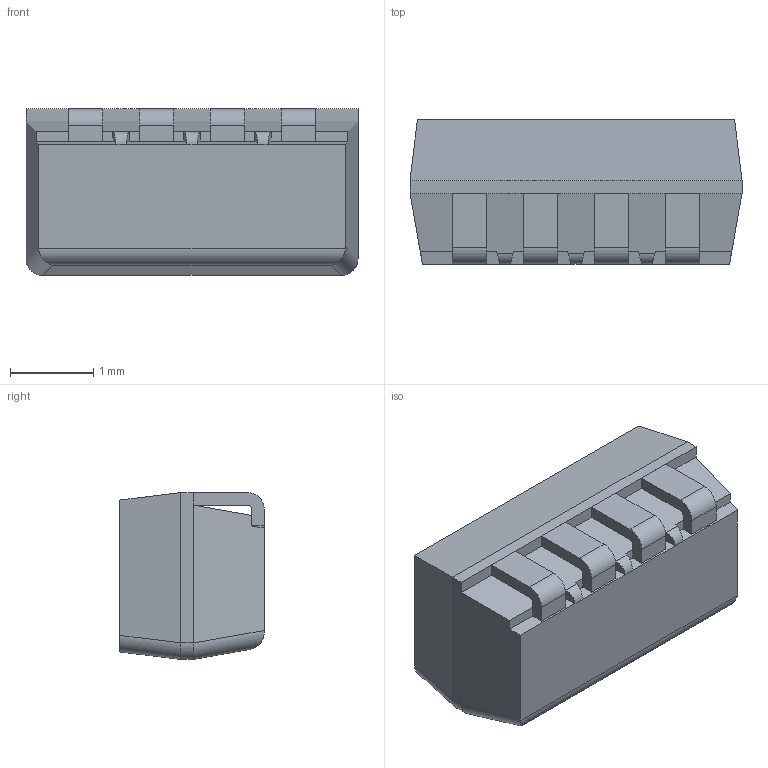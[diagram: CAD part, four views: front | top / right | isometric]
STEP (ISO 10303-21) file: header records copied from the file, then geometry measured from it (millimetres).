
FILE_DESCRIPTION (( 'STEP AP214' ), '1' );
FILE_NAME ('WS2812B-4020.STEP', '2024-02-15T22:18:08', ( '' ), ( '' ), 'SwSTEP 2.0', 'SolidWorks 2021', '' );
FILE_SCHEMA (( 'AUTOMOTIVE_DESIGN' ));
Length unit declared in the file: millimetre
Products named in the file (1): WS2812B-4020
Bounding box: 3.98 x 1.73 x 2 mm (x, y, z)
Volume: 10 mm3; surface area: 42 mm2
Topology: 5 solids, 5 shells, 90 faces, 227 edges, 148 vertices
Faces by surface type: plane 72, cylinder 18
Entity records: 2717 total; most frequent: CARTESIAN_POINT 538, ORIENTED_EDGE 454, DIRECTION 401, EDGE_CURVE 227, VECTOR 187, LINE 187, VERTEX_POINT 148, AXIS2_PLACEMENT_3D 107
